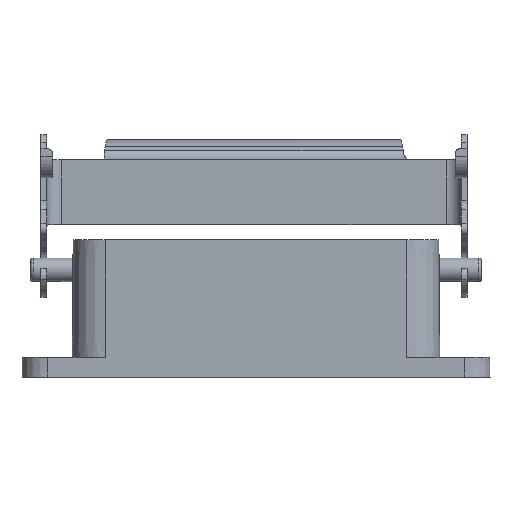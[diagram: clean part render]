
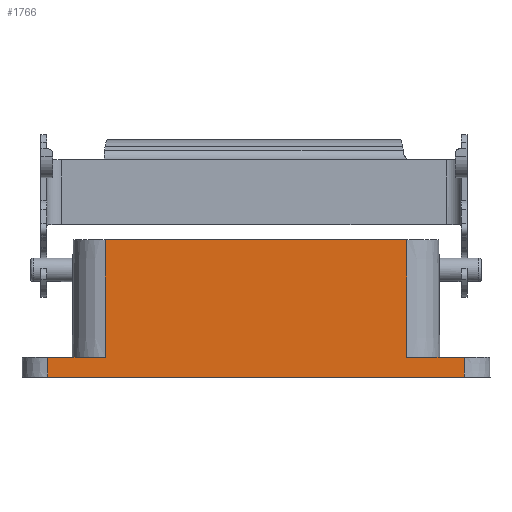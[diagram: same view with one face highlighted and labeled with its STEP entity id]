
A CAD part, front view. The second image highlights one B-rep face of the part: STEP entity #1766.
In plain terms, the highlighted planar face has unit normal (0, -1, 0.009).
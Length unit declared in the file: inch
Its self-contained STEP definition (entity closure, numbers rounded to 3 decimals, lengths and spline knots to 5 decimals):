
#107 = EDGE_CURVE ( 'NONE', #5128, #576, #747, .T. ) ;
#155 = CARTESIAN_POINT ( 'NONE',  ( 2.75591, -0.85314, -1.2874 ) ) ;
#193 = AXIS2_PLACEMENT_3D ( 'NONE', #1975, #4721, #9051 ) ;
#423 = ORIENTED_EDGE ( 'NONE', *, *, #2609, .F. ) ;
#429 = CARTESIAN_POINT ( 'NONE',  ( -1.76772, -172.28706, -19645.66929 ) ) ;
#470 = DIRECTION ( 'NONE',  ( 0., 0.009, 1. ) ) ;
#473 = ORIENTED_EDGE ( 'NONE', *, *, #107, .T. ) ;
#505 = ORIENTED_EDGE ( 'NONE', *, *, #7557, .F. ) ;
#576 = VERTEX_POINT ( 'NONE', #3738 ) ;
#747 = LINE ( 'NONE', #6521, #1722 ) ;
#949 = EDGE_CURVE ( 'NONE', #1483, #4556, #6668, .T. ) ;
#1029 = LINE ( 'NONE', #8653, #6467 ) ;
#1083 = EDGE_CURVE ( 'NONE', #1483, #2747, #4136, .T. ) ;
#1103 = VECTOR ( 'NONE', #1119, 39.37008 ) ;
#1119 = DIRECTION ( 'NONE',  ( 0., -0.009, -1. ) ) ;
#1154 = LINE ( 'NONE', #429, #8635 ) ;
#1253 = DIRECTION ( 'NONE',  ( -1., 0., 0. ) ) ;
#1455 = CARTESIAN_POINT ( 'NONE',  ( 1.51575, -0.85314, -1.2874 ) ) ;
#1483 = VERTEX_POINT ( 'NONE', #2991 ) ;
#1508 = ORIENTED_EDGE ( 'NONE', *, *, #3613, .T. ) ;
#1722 = VECTOR ( 'NONE', #4363, 39.37008 ) ;
#1766 = ADVANCED_FACE ( 'NONE', ( #8321 ), #6793, .T. ) ;
#1926 = VECTOR ( 'NONE', #8752, 39.37008 ) ;
#1930 = ORIENTED_EDGE ( 'NONE', *, *, #3991, .T. ) ;
#1975 = CARTESIAN_POINT ( 'NONE',  ( 2.02599, -0.84646, -0.52188 ) ) ;
#2363 = DIRECTION ( 'NONE',  ( -1., 0., 0. ) ) ;
#2418 = CARTESIAN_POINT ( 'NONE',  ( 2.02599, -0.84369, -0.20472 ) ) ;
#2552 = LINE ( 'NONE', #2418, #1926 ) ;
#2609 = EDGE_CURVE ( 'NONE', #4556, #8105, #5831, .T. ) ;
#2728 = CARTESIAN_POINT ( 'NONE',  ( 2.02599, -0.85176, -1.12992 ) ) ;
#2747 = VERTEX_POINT ( 'NONE', #3982 ) ;
#2788 = ORIENTED_EDGE ( 'NONE', *, *, #8614, .T. ) ;
#2991 = CARTESIAN_POINT ( 'NONE',  ( 1.51575, -0.85176, -1.12992 ) ) ;
#3447 = VECTOR ( 'NONE', #1253, 39.37008 ) ;
#3613 = EDGE_CURVE ( 'NONE', #4179, #5128, #2552, .T. ) ;
#3656 = EDGE_LOOP ( 'NONE', ( #3962, #2788, #1508, #473, #1930, #505, #423, #7975 ) ) ;
#3738 = CARTESIAN_POINT ( 'NONE',  ( -1.31496, -0.85176, -1.12992 ) ) ;
#3962 = ORIENTED_EDGE ( 'NONE', *, *, #1083, .T. ) ;
#3978 = CARTESIAN_POINT ( 'NONE',  ( -1.76772, -0.85314, -1.2874 ) ) ;
#3982 = CARTESIAN_POINT ( 'NONE',  ( 1.06299, -0.85176, -1.12992 ) ) ;
#3991 = EDGE_CURVE ( 'NONE', #576, #6129, #1029, .T. ) ;
#4136 = LINE ( 'NONE', #2728, #3447 ) ;
#4179 = VERTEX_POINT ( 'NONE', #4579 ) ;
#4361 = CARTESIAN_POINT ( 'NONE',  ( 1.06299, -0.84646, -0.52188 ) ) ;
#4363 = DIRECTION ( 'NONE',  ( 0., -0.009, -1. ) ) ;
#4556 = VERTEX_POINT ( 'NONE', #1455 ) ;
#4579 = CARTESIAN_POINT ( 'NONE',  ( 1.06299, -0.84369, -0.20472 ) ) ;
#4721 = DIRECTION ( 'NONE',  ( 0., -1., 0.009 ) ) ;
#5128 = VERTEX_POINT ( 'NONE', #5149 ) ;
#5146 = DIRECTION ( 'NONE',  ( -1., 0., 0. ) ) ;
#5149 = CARTESIAN_POINT ( 'NONE',  ( -1.31496, -0.84369, -0.20472 ) ) ;
#5326 = VECTOR ( 'NONE', #5146, 39.37008 ) ;
#5831 = LINE ( 'NONE', #155, #5326 ) ;
#5872 = LINE ( 'NONE', #4361, #8038 ) ;
#6129 = VERTEX_POINT ( 'NONE', #7563 ) ;
#6467 = VECTOR ( 'NONE', #2363, 39.37008 ) ;
#6521 = CARTESIAN_POINT ( 'NONE',  ( -1.31496, -0.84646, -0.52188 ) ) ;
#6668 = LINE ( 'NONE', #7402, #1103 ) ;
#6793 = PLANE ( 'NONE',  #193 ) ;
#7402 = CARTESIAN_POINT ( 'NONE',  ( 1.51575, -172.28706, -19645.66929 ) ) ;
#7557 = EDGE_CURVE ( 'NONE', #8105, #6129, #1154, .T. ) ;
#7563 = CARTESIAN_POINT ( 'NONE',  ( -1.76772, -0.85176, -1.12992 ) ) ;
#7975 = ORIENTED_EDGE ( 'NONE', *, *, #949, .F. ) ;
#8038 = VECTOR ( 'NONE', #8548, 39.37008 ) ;
#8105 = VERTEX_POINT ( 'NONE', #3978 ) ;
#8321 = FACE_OUTER_BOUND ( 'NONE', #3656, .T. ) ;
#8548 = DIRECTION ( 'NONE',  ( 0., 0.009, 1. ) ) ;
#8614 = EDGE_CURVE ( 'NONE', #2747, #4179, #5872, .T. ) ;
#8635 = VECTOR ( 'NONE', #470, 39.37008 ) ;
#8653 = CARTESIAN_POINT ( 'NONE',  ( 2.02599, -0.85176, -1.12992 ) ) ;
#8752 = DIRECTION ( 'NONE',  ( -1., 0., 0. ) ) ;
#9051 = DIRECTION ( 'NONE',  ( 0., -0.009, -1. ) ) ;
